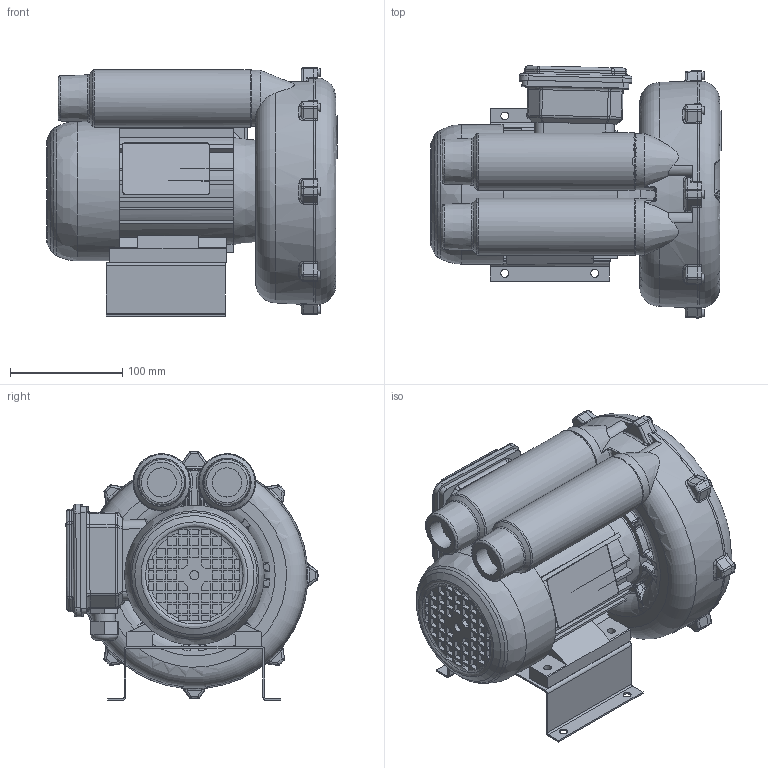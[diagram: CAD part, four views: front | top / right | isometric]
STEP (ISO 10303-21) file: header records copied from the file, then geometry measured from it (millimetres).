
FILE_DESCRIPTION( ( 'Unknown' ), '1' );
FILE_NAME( 'ROBUST.stp', 'Unknown', ( 'Unknown' ), ( 'Unknown' ), 'XStep 1.0', 'Unknown', ' ' );
FILE_SCHEMA( ( 'CONFIG_CONTROL_DESIGN' ) );
Length unit declared in the file: millimetre
Products named in the file (1): 1
Bounding box: 258.08 x 224.2 x 221.42 mm (x, y, z)
Volume: 4943109.8 mm3; surface area: 389067.1 mm2
Topology: 1 solids, 1 shells, 1376 faces, 3614 edges, 2189 vertices
Faces by surface type: plane 604, cylinder 340, bspline 210, revolution 162, cone 59, torus 1
Full cylindrical faces by diameter (mm): 7 x16, 8 x1, 20 x1, 26 x2, 51 x2, 83.54 x1, 124.072 x1
Entity records: 79397 total; most frequent: CARTESIAN_POINT 50768, ORIENTED_EDGE 6906, DIRECTION 4055, EDGE_CURVE 3453, VERTEX_POINT 2170, B_SPLINE_CURVE_WITH_KNOTS 1702, LINE 1513, VECTOR 1513
